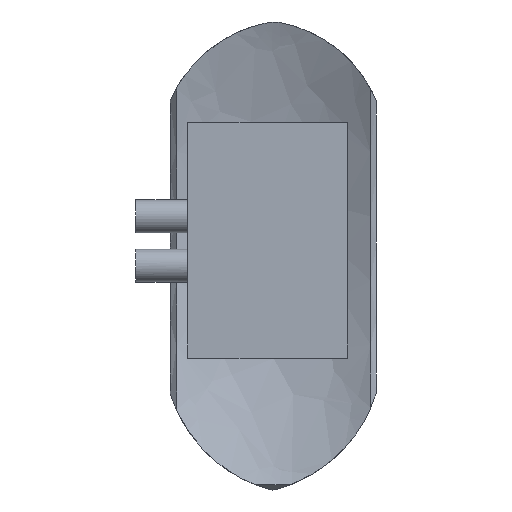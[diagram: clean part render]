
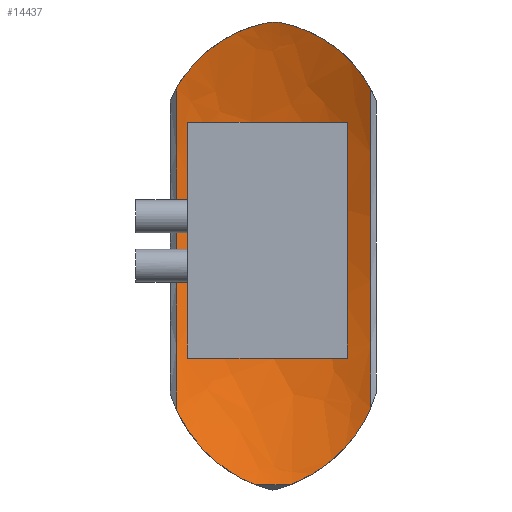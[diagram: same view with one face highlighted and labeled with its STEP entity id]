
A CAD part, left-side view. The second image highlights one B-rep face of the part: STEP entity #14437.
In plain terms, the highlighted free-form (B-spline) face has degree [2, 2] with [3, 3] control points.
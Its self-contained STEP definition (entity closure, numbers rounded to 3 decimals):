
#281=(
BOUNDED_SURFACE()
B_SPLINE_SURFACE(2,2,((#50903,#50904,#50905),(#50906,#50907,#50908),(#50909,
#50910,#50911)),.UNSPECIFIED.,.F.,.F.,.F.)
B_SPLINE_SURFACE_WITH_KNOTS((3,3),(3,3),(0.,1.025),(0.,0.717),
 .UNSPECIFIED.)
GEOMETRIC_REPRESENTATION_ITEM()
RATIONAL_B_SPLINE_SURFACE(((1.,0.936,1.),(0.872,
0.816,0.872),(1.,0.936,1.)))
REPRESENTATION_ITEM('')
SURFACE()
);
#999=B_SPLINE_CURVE_WITH_KNOTS('',3,(#50841,#50842,#50843,#50844),
 .UNSPECIFIED.,.F.,.F.,(4,4),(-1.118,0.),
 .UNSPECIFIED.);
#1001=B_SPLINE_CURVE_WITH_KNOTS('',3,(#50855,#50856,#50857,#50858,#50859,
#50860,#50861,#50862),.UNSPECIFIED.,.F.,.F.,(4,2,2,4),(-11.781,
-8.357,-4.713,0.),.UNSPECIFIED.);
#1004=B_SPLINE_CURVE_WITH_KNOTS('',3,(#50880,#50881,#50882,#50883,#50884,
#50885,#50886,#50887),.UNSPECIFIED.,.F.,.F.,(4,2,2,4),(-11.92,
-8.284,-5.15,0.),.UNSPECIFIED.);
#1007=B_SPLINE_CURVE_WITH_KNOTS('',3,(#50915,#50916,#50917,#50918,#50919,
#50920),.UNSPECIFIED.,.F.,.F.,(4,2,4),(-11.167,-5.65,
0.),.UNSPECIFIED.);
#1008=B_SPLINE_CURVE_WITH_KNOTS('',3,(#50924,#50925,#50926,#50927,#50928,
#50929),.UNSPECIFIED.,.F.,.F.,(4,2,4),(-11.441,-5.765,
0.),.UNSPECIFIED.);
#1973=FACE_OUTER_BOUND('',#2870,.T.);
#2870=EDGE_LOOP('',(#13204,#13205,#13206,#13207,#13208,#13209,#13210,#13211));
#3256=CIRCLE('',#15424,644.081);
#3257=CIRCLE('',#15425,200.381);
#3258=CIRCLE('',#15426,644.081);
#6947=VERTEX_POINT('',#50839);
#6948=VERTEX_POINT('',#50840);
#6951=VERTEX_POINT('',#50854);
#6953=VERTEX_POINT('',#50879);
#6955=VERTEX_POINT('',#50912);
#6956=VERTEX_POINT('',#50914);
#6957=VERTEX_POINT('',#50921);
#6958=VERTEX_POINT('',#50923);
#9033=EDGE_CURVE('',#6947,#6948,#999,.T.);
#9037=EDGE_CURVE('',#6948,#6951,#1001,.T.);
#9040=EDGE_CURVE('',#6953,#6947,#1004,.T.);
#9043=EDGE_CURVE('',#6951,#6955,#3256,.T.);
#9044=EDGE_CURVE('',#6955,#6956,#1007,.T.);
#9045=EDGE_CURVE('',#6957,#6956,#3257,.T.);
#9046=EDGE_CURVE('',#6957,#6958,#1008,.T.);
#9047=EDGE_CURVE('',#6953,#6958,#3258,.T.);
#13204=ORIENTED_EDGE('',*,*,#9040,.T.);
#13205=ORIENTED_EDGE('',*,*,#9033,.T.);
#13206=ORIENTED_EDGE('',*,*,#9037,.T.);
#13207=ORIENTED_EDGE('',*,*,#9043,.T.);
#13208=ORIENTED_EDGE('',*,*,#9044,.T.);
#13209=ORIENTED_EDGE('',*,*,#9045,.F.);
#13210=ORIENTED_EDGE('',*,*,#9046,.T.);
#13211=ORIENTED_EDGE('',*,*,#9047,.F.);
#14437=ADVANCED_FACE('',(#1973),#281,.T.);
#15424=AXIS2_PLACEMENT_3D('',#50913,#18512,#18513);
#15425=AXIS2_PLACEMENT_3D('',#50922,#18514,#18515);
#15426=AXIS2_PLACEMENT_3D('',#50930,#18516,#18517);
#18512=DIRECTION('center_axis',(0.,1.,0.));
#18513=DIRECTION('ref_axis',(0.935,0.,0.354));
#18514=DIRECTION('center_axis',(0.657,0.,0.754));
#18515=DIRECTION('ref_axis',(0.657,-0.49,-0.573));
#18516=DIRECTION('center_axis',(0.,1.,0.));
#18517=DIRECTION('ref_axis',(0.935,0.,0.354));
#50839=CARTESIAN_POINT('',(25.985,-5.559,-0.89));
#50840=CARTESIAN_POINT('',(26.009,5.518,-0.952));
#50841=CARTESIAN_POINT('Ctrl Pts',(25.985,-5.559,-0.89));
#50842=CARTESIAN_POINT('Ctrl Pts',(25.846,-1.895,-0.223));
#50843=CARTESIAN_POINT('Ctrl Pts',(25.854,1.862,-0.244));
#50844=CARTESIAN_POINT('Ctrl Pts',(26.009,5.518,-0.952));
#50854=CARTESIAN_POINT('',(21.301,98.25,-67.224));
#50855=CARTESIAN_POINT('Ctrl Pts',(26.009,5.518,-0.952));
#50856=CARTESIAN_POINT('Ctrl Pts',(26.484,16.73,-3.124));
#50857=CARTESIAN_POINT('Ctrl Pts',(26.513,27.623,-6.687));
#50858=CARTESIAN_POINT('Ctrl Pts',(25.892,48.95,-16.758));
#50859=CARTESIAN_POINT('Ctrl Pts',(25.198,59.189,-23.383));
#50860=CARTESIAN_POINT('Ctrl Pts',(23.312,80.347,-41.452));
#50861=CARTESIAN_POINT('Ctrl Pts',(22.041,90.437,-53.614));
#50862=CARTESIAN_POINT('Ctrl Pts',(21.301,98.25,-67.224));
#50879=CARTESIAN_POINT('',(21.624,-98.25,-68.484));
#50880=CARTESIAN_POINT('Ctrl Pts',(21.624,-98.25,-68.484));
#50881=CARTESIAN_POINT('Ctrl Pts',(21.995,-92.549,-57.814));
#50882=CARTESIAN_POINT('Ctrl Pts',(22.755,-85.41,-47.985));
#50883=CARTESIAN_POINT('Ctrl Pts',(24.221,-69.827,-31.763));
#50884=CARTESIAN_POINT('Ctrl Pts',(24.914,-61.744,-25.13));
#50885=CARTESIAN_POINT('Ctrl Pts',(26.282,-38.524,-10.289));
#50886=CARTESIAN_POINT('Ctrl Pts',(26.627,-22.436,-3.962));
#50887=CARTESIAN_POINT('Ctrl Pts',(25.985,-5.559,-0.89));
#50903=CARTESIAN_POINT('Ctrl Pts',(0.,-98.25,0.));
#50904=CARTESIAN_POINT('Ctrl Pts',(85.405,-98.25,-225.782));
#50905=CARTESIAN_POINT('Ctrl Pts',(1.375,-98.25,-452.08));
#50906=CARTESIAN_POINT('Ctrl Pts',(55.274,0.,
0.));
#50907=CARTESIAN_POINT('Ctrl Pts',(140.679,0.,
-246.499));
#50908=CARTESIAN_POINT('Ctrl Pts',(43.033,0.,
-488.409));
#50909=CARTESIAN_POINT('Ctrl Pts',(0.,98.25,0.));
#50910=CARTESIAN_POINT('Ctrl Pts',(85.405,98.25,-225.782));
#50911=CARTESIAN_POINT('Ctrl Pts',(1.375,98.25,-452.08));
#50912=CARTESIAN_POINT('',(20.021,98.25,-393.418));
#50913=CARTESIAN_POINT('Origin',(-602.423,98.25,-227.875));
#50914=CARTESIAN_POINT('',(20.038,19.771,-468.356));
#50915=CARTESIAN_POINT('Ctrl Pts',(20.021,98.25,-393.418));
#50916=CARTESIAN_POINT('Ctrl Pts',(19.736,90.619,-410.113));
#50917=CARTESIAN_POINT('Ctrl Pts',(20.275,79.914,-425.226));
#50918=CARTESIAN_POINT('Ctrl Pts',(20.929,53.147,-451.019));
#50919=CARTESIAN_POINT('Ctrl Pts',(21.007,37.22,-461.334));
#50920=CARTESIAN_POINT('Ctrl Pts',(20.038,19.771,-468.356));
#50921=CARTESIAN_POINT('',(20.141,-18.332,-468.446));
#50922=CARTESIAN_POINT('Origin',(-130.246,0.,-337.296));
#50923=CARTESIAN_POINT('',(20.601,-98.25,-391.219));
#50924=CARTESIAN_POINT('Ctrl Pts',(20.141,-18.332,-468.446));
#50925=CARTESIAN_POINT('Ctrl Pts',(21.197,-35.93,-461.498));
#50926=CARTESIAN_POINT('Ctrl Pts',(21.188,-52.,-451.184));
#50927=CARTESIAN_POINT('Ctrl Pts',(20.655,-79.509,-424.761));
#50928=CARTESIAN_POINT('Ctrl Pts',(20.151,-90.588,-408.835));
#50929=CARTESIAN_POINT('Ctrl Pts',(20.601,-98.25,-391.219));
#50930=CARTESIAN_POINT('Origin',(-602.423,-98.25,-227.875));
